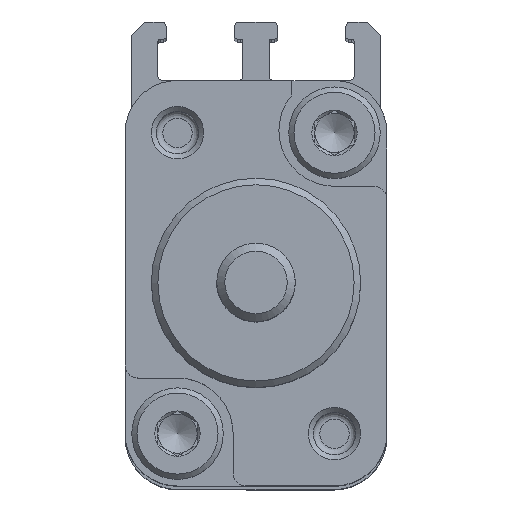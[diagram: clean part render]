
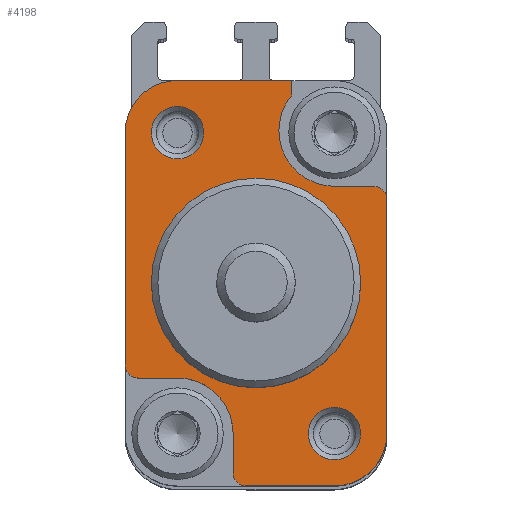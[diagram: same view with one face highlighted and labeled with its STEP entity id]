
A CAD part, top view. The second image highlights one B-rep face of the part: STEP entity #4198.
In plain terms, the highlighted planar face has unit normal (0, 0, 1).
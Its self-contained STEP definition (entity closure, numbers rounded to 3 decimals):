
#167=LINE('',#6832,#449);
#173=LINE('',#6850,#455);
#182=LINE('',#6879,#464);
#191=LINE('',#6903,#473);
#192=LINE('',#6907,#474);
#193=LINE('',#6911,#475);
#194=LINE('',#6915,#476);
#195=LINE('',#6920,#477);
#449=VECTOR('',#5282,1000.);
#455=VECTOR('',#5298,1000.);
#464=VECTOR('',#5323,1000.);
#473=VECTOR('',#5342,1000.);
#474=VECTOR('',#5347,1000.);
#475=VECTOR('',#5350,1000.);
#476=VECTOR('',#5353,1000.);
#477=VECTOR('',#5358,1000.);
#700=PLANE('',#4592);
#905=CIRCLE('',#4593,2.);
#906=CIRCLE('',#4594,2.);
#907=CIRCLE('',#4595,8.);
#908=CIRCLE('',#4596,4.25);
#909=CIRCLE('',#4597,4.);
#910=CIRCLE('',#4598,1.);
#911=CIRCLE('',#4599,4.25);
#912=CIRCLE('',#4600,1.);
#913=CIRCLE('',#4601,4.);
#914=CIRCLE('',#4602,1.);
#1274=ORIENTED_EDGE('',*,*,#2437,.T.);
#1275=ORIENTED_EDGE('',*,*,#2438,.T.);
#1276=ORIENTED_EDGE('',*,*,#2439,.T.);
#1277=ORIENTED_EDGE('',*,*,#2440,.F.);
#1278=ORIENTED_EDGE('',*,*,#2441,.T.);
#1279=ORIENTED_EDGE('',*,*,#2428,.T.);
#1280=ORIENTED_EDGE('',*,*,#2442,.T.);
#1281=ORIENTED_EDGE('',*,*,#2404,.T.);
#1282=ORIENTED_EDGE('',*,*,#2443,.T.);
#1283=ORIENTED_EDGE('',*,*,#2444,.T.);
#1284=ORIENTED_EDGE('',*,*,#2445,.F.);
#1285=ORIENTED_EDGE('',*,*,#2446,.T.);
#1286=ORIENTED_EDGE('',*,*,#2447,.T.);
#1287=ORIENTED_EDGE('',*,*,#2448,.T.);
#1288=ORIENTED_EDGE('',*,*,#2449,.T.);
#1289=ORIENTED_EDGE('',*,*,#2413,.T.);
#1290=ORIENTED_EDGE('',*,*,#2450,.T.);
#1291=ORIENTED_EDGE('',*,*,#2451,.T.);
#2404=EDGE_CURVE('',#2971,#2970,#167,.T.);
#2413=EDGE_CURVE('',#2978,#2977,#173,.T.);
#2428=EDGE_CURVE('',#2990,#2989,#182,.T.);
#2437=EDGE_CURVE('',#2995,#2995,#905,.T.);
#2438=EDGE_CURVE('',#2996,#2996,#906,.T.);
#2439=EDGE_CURVE('',#2997,#2997,#907,.T.);
#2440=EDGE_CURVE('',#2998,#2999,#908,.T.);
#2441=EDGE_CURVE('',#2998,#2990,#191,.T.);
#2442=EDGE_CURVE('',#2989,#2971,#909,.T.);
#2443=EDGE_CURVE('',#2970,#3000,#910,.T.);
#2444=EDGE_CURVE('',#3000,#3001,#192,.T.);
#2445=EDGE_CURVE('',#3002,#3001,#911,.T.);
#2446=EDGE_CURVE('',#3002,#3003,#193,.T.);
#2447=EDGE_CURVE('',#3003,#3004,#912,.T.);
#2448=EDGE_CURVE('',#3004,#3005,#194,.T.);
#2449=EDGE_CURVE('',#3005,#2978,#913,.T.);
#2450=EDGE_CURVE('',#2977,#3006,#914,.T.);
#2451=EDGE_CURVE('',#3006,#2999,#195,.T.);
#2970=VERTEX_POINT('',#6831);
#2971=VERTEX_POINT('',#6833);
#2977=VERTEX_POINT('',#6849);
#2978=VERTEX_POINT('',#6851);
#2989=VERTEX_POINT('',#6878);
#2990=VERTEX_POINT('',#6880);
#2995=VERTEX_POINT('',#6895);
#2996=VERTEX_POINT('',#6897);
#2997=VERTEX_POINT('',#6899);
#2998=VERTEX_POINT('',#6901);
#2999=VERTEX_POINT('',#6902);
#3000=VERTEX_POINT('',#6906);
#3001=VERTEX_POINT('',#6908);
#3002=VERTEX_POINT('',#6910);
#3003=VERTEX_POINT('',#6912);
#3004=VERTEX_POINT('',#6914);
#3005=VERTEX_POINT('',#6916);
#3006=VERTEX_POINT('',#6919);
#3345=EDGE_LOOP('',(#1274));
#3346=EDGE_LOOP('',(#1275));
#3347=EDGE_LOOP('',(#1276));
#3348=EDGE_LOOP('',(#1277,#1278,#1279,#1280,#1281,#1282,#1283,#1284,#1285,
#1286,#1287,#1288,#1289,#1290,#1291));
#3745=FACE_BOUND('',#3345,.T.);
#3746=FACE_BOUND('',#3346,.T.);
#3747=FACE_BOUND('',#3347,.T.);
#3748=FACE_BOUND('',#3348,.T.);
#4198=ADVANCED_FACE('',(#3745,#3746,#3747,#3748),#700,.T.);
#4592=AXIS2_PLACEMENT_3D('',#6893,#5332,#5333);
#4593=AXIS2_PLACEMENT_3D('',#6894,#5334,#5335);
#4594=AXIS2_PLACEMENT_3D('',#6896,#5336,#5337);
#4595=AXIS2_PLACEMENT_3D('',#6898,#5338,#5339);
#4596=AXIS2_PLACEMENT_3D('',#6900,#5340,#5341);
#4597=AXIS2_PLACEMENT_3D('',#6904,#5343,#5344);
#4598=AXIS2_PLACEMENT_3D('',#6905,#5345,#5346);
#4599=AXIS2_PLACEMENT_3D('',#6909,#5348,#5349);
#4600=AXIS2_PLACEMENT_3D('',#6913,#5351,#5352);
#4601=AXIS2_PLACEMENT_3D('',#6917,#5354,#5355);
#4602=AXIS2_PLACEMENT_3D('',#6918,#5356,#5357);
#5282=DIRECTION('',(0.,-1.,0.));
#5298=DIRECTION('',(0.,1.,0.));
#5323=DIRECTION('',(-1.,0.,0.));
#5332=DIRECTION('',(0.,0.,1.));
#5333=DIRECTION('',(1.,0.,0.));
#5334=DIRECTION('',(0.,0.,-1.));
#5335=DIRECTION('',(-1.,0.,0.));
#5336=DIRECTION('',(0.,0.,-1.));
#5337=DIRECTION('',(-1.,0.,0.));
#5338=DIRECTION('',(0.,0.,-1.));
#5339=DIRECTION('',(-1.,0.,0.));
#5340=DIRECTION('',(0.,0.,1.));
#5341=DIRECTION('',(1.,0.,0.));
#5342=DIRECTION('',(0.,1.,0.));
#5343=DIRECTION('',(0.,0.,1.));
#5344=DIRECTION('',(1.,0.,0.));
#5345=DIRECTION('',(0.,0.,1.));
#5346=DIRECTION('',(1.,0.,0.));
#5347=DIRECTION('',(1.,0.,0.));
#5348=DIRECTION('',(0.,0.,1.));
#5349=DIRECTION('',(1.,0.,0.));
#5350=DIRECTION('',(0.,-1.,0.));
#5351=DIRECTION('',(0.,0.,1.));
#5352=DIRECTION('',(1.,0.,0.));
#5353=DIRECTION('',(1.,0.,0.));
#5354=DIRECTION('',(0.,0.,1.));
#5355=DIRECTION('',(1.,0.,0.));
#5356=DIRECTION('',(0.,0.,1.));
#5357=DIRECTION('',(1.,0.,0.));
#5358=DIRECTION('',(-1.,0.,0.));
#6831=CARTESIAN_POINT('',(-10.,-6.25,0.));
#6832=CARTESIAN_POINT('',(-10.,11.5,0.));
#6833=CARTESIAN_POINT('',(-10.,11.5,0.));
#6849=CARTESIAN_POINT('',(10.,6.4,0.));
#6850=CARTESIAN_POINT('',(10.,-11.5,0.));
#6851=CARTESIAN_POINT('',(10.,-11.5,0.));
#6878=CARTESIAN_POINT('',(-6.,15.5,0.));
#6879=CARTESIAN_POINT('',(6.,15.5,0.));
#6880=CARTESIAN_POINT('',(2.75,15.5,0.));
#6893=CARTESIAN_POINT('',(-6.,11.5,0.));
#6894=CARTESIAN_POINT('',(6.,-11.5,0.));
#6895=CARTESIAN_POINT('',(4.,-11.5,0.));
#6896=CARTESIAN_POINT('',(-6.,11.5,0.));
#6897=CARTESIAN_POINT('',(-8.,11.5,0.));
#6898=CARTESIAN_POINT('',(0.,0.,0.));
#6899=CARTESIAN_POINT('',(-8.,0.,0.));
#6900=CARTESIAN_POINT('',(6.,11.65,0.));
#6901=CARTESIAN_POINT('',(2.75,14.389,0.));
#6902=CARTESIAN_POINT('',(6.,7.4,0.));
#6903=CARTESIAN_POINT('',(2.75,14.389,0.));
#6904=CARTESIAN_POINT('',(-6.,11.5,0.));
#6905=CARTESIAN_POINT('',(-9.,-6.25,0.));
#6906=CARTESIAN_POINT('',(-9.,-7.25,0.));
#6907=CARTESIAN_POINT('',(-9.,-7.25,0.));
#6908=CARTESIAN_POINT('',(-6.,-7.25,0.));
#6909=CARTESIAN_POINT('',(-6.,-11.5,0.));
#6910=CARTESIAN_POINT('',(-1.75,-11.5,0.));
#6911=CARTESIAN_POINT('',(-1.75,-11.5,0.));
#6912=CARTESIAN_POINT('',(-1.75,-14.5,0.));
#6913=CARTESIAN_POINT('',(-0.75,-14.5,0.));
#6914=CARTESIAN_POINT('',(-0.75,-15.5,0.));
#6915=CARTESIAN_POINT('',(-6.,-15.5,0.));
#6916=CARTESIAN_POINT('',(6.,-15.5,0.));
#6917=CARTESIAN_POINT('',(6.,-11.5,0.));
#6918=CARTESIAN_POINT('',(9.,6.4,0.));
#6919=CARTESIAN_POINT('',(9.,7.4,0.));
#6920=CARTESIAN_POINT('',(9.,7.4,0.));
